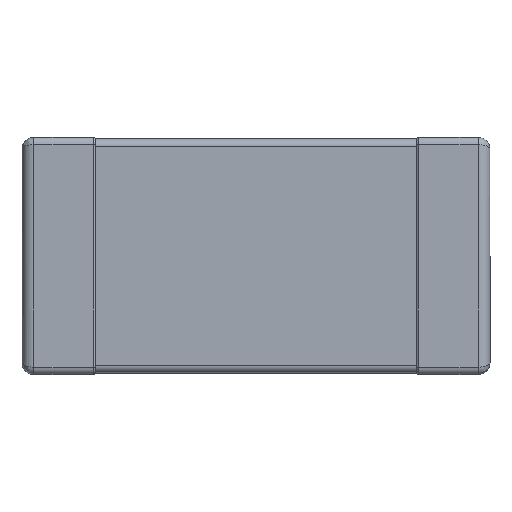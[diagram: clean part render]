
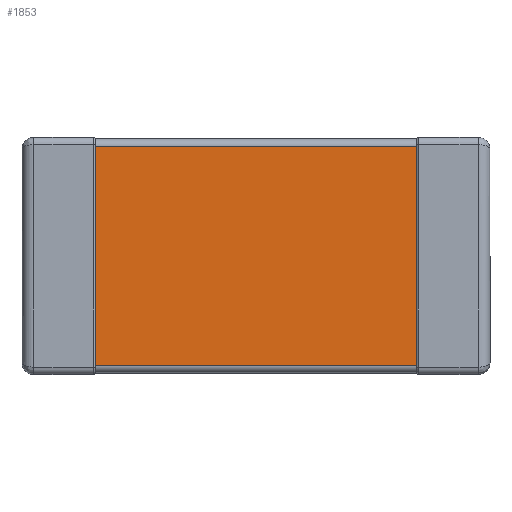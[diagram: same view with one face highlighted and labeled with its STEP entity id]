
A CAD part, top view. The second image highlights one B-rep face of the part: STEP entity #1853.
In plain terms, the highlighted planar face has unit normal (0, 0, 1).
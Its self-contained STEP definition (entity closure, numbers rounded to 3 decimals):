
#12 = CARTESIAN_POINT ( 'NONE',  ( -1.1, -0.75, 0.56 ) ) ;
#36 = DIRECTION ( 'NONE',  ( 0., 1., 0. ) ) ;
#178 = DIRECTION ( 'NONE',  ( 0., 0., 1. ) ) ;
#179 = ORIENTED_EDGE ( 'NONE', *, *, #1242, .T. ) ;
#294 = CARTESIAN_POINT ( 'NONE',  ( -1.1, 0.75, 0.56 ) ) ;
#299 = FACE_OUTER_BOUND ( 'NONE', #1936, .T. ) ;
#361 = AXIS2_PLACEMENT_3D ( 'NONE', #1411, #178, #1624 ) ;
#597 = CARTESIAN_POINT ( 'NONE',  ( 0., -0.75, 0.56 ) ) ;
#640 = VECTOR ( 'NONE', #980, 1000. ) ;
#722 = EDGE_CURVE ( 'NONE', #1998, #2228, #1512, .T. ) ;
#755 = ORIENTED_EDGE ( 'NONE', *, *, #722, .T. ) ;
#893 = VECTOR ( 'NONE', #2417, 1000. ) ;
#894 = ORIENTED_EDGE ( 'NONE', *, *, #2057, .T. ) ;
#980 = DIRECTION ( 'NONE',  ( 0., -1., 0. ) ) ;
#1001 = VECTOR ( 'NONE', #1621, 1000. ) ;
#1120 = CARTESIAN_POINT ( 'NONE',  ( 0., 0.75, 0.56 ) ) ;
#1174 = VERTEX_POINT ( 'NONE', #2645 ) ;
#1242 = EDGE_CURVE ( 'NONE', #1704, #1174, #2629, .T. ) ;
#1272 = CARTESIAN_POINT ( 'NONE',  ( 1.1, -0.8, 0.56 ) ) ;
#1411 = CARTESIAN_POINT ( 'NONE',  ( 0., 0., 0.56 ) ) ;
#1468 = LINE ( 'NONE', #1272, #2608 ) ;
#1512 = LINE ( 'NONE', #1120, #893 ) ;
#1621 = DIRECTION ( 'NONE',  ( 1., 0., 0. ) ) ;
#1624 = DIRECTION ( 'NONE',  ( 1., 0., 0. ) ) ;
#1704 = VERTEX_POINT ( 'NONE', #12 ) ;
#1824 = CARTESIAN_POINT ( 'NONE',  ( -1.1, -0.8, 0.56 ) ) ;
#1853 = ADVANCED_FACE ( 'NONE', ( #299 ), #2697, .T. ) ;
#1893 = CARTESIAN_POINT ( 'NONE',  ( 1.1, 0.75, 0.56 ) ) ;
#1936 = EDGE_LOOP ( 'NONE', ( #2550, #179, #894, #755 ) ) ;
#1998 = VERTEX_POINT ( 'NONE', #1893 ) ;
#2057 = EDGE_CURVE ( 'NONE', #1174, #1998, #1468, .T. ) ;
#2228 = VERTEX_POINT ( 'NONE', #294 ) ;
#2339 = LINE ( 'NONE', #1824, #640 ) ;
#2417 = DIRECTION ( 'NONE',  ( -1., 0., 0. ) ) ;
#2550 = ORIENTED_EDGE ( 'NONE', *, *, #2682, .T. ) ;
#2608 = VECTOR ( 'NONE', #36, 1000. ) ;
#2629 = LINE ( 'NONE', #597, #1001 ) ;
#2645 = CARTESIAN_POINT ( 'NONE',  ( 1.1, -0.75, 0.56 ) ) ;
#2682 = EDGE_CURVE ( 'NONE', #2228, #1704, #2339, .T. ) ;
#2697 = PLANE ( 'NONE',  #361 ) ;
